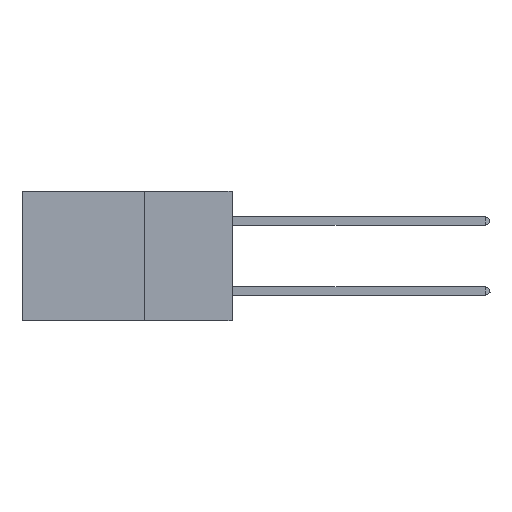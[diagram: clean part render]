
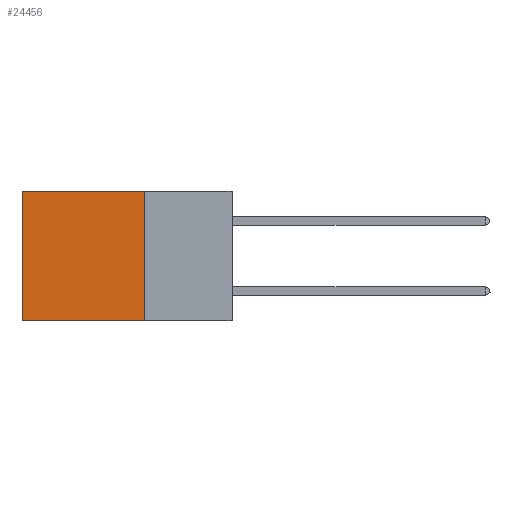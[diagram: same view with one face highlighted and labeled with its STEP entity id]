
A CAD part, left-side view. The second image highlights one B-rep face of the part: STEP entity #24456.
In plain terms, the highlighted planar face has unit normal (-1, 0, 0).
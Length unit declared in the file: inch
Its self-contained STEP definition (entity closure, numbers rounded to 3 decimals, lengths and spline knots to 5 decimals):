
#328 = EDGE_CURVE ( 'NONE', #1785, #11530, #4703, .T. ) ;
#631 = ORIENTED_EDGE ( 'NONE', *, *, #1848, .F. ) ;
#1785 = VERTEX_POINT ( 'NONE', #27895 ) ;
#1848 = EDGE_CURVE ( 'NONE', #1785, #14134, #15030, .T. ) ;
#1912 = VECTOR ( 'NONE', #14370, 39.37008 ) ;
#2055 = CARTESIAN_POINT ( 'NONE',  ( 0.2875, 0.6, -0.37 ) ) ;
#2654 = EDGE_LOOP ( 'NONE', ( #2758, #24598, #631, #9437 ) ) ;
#2758 = ORIENTED_EDGE ( 'NONE', *, *, #3368, .T. ) ;
#3009 = CARTESIAN_POINT ( 'NONE',  ( 0.2875, 0.25, 0. ) ) ;
#3368 = EDGE_CURVE ( 'NONE', #11530, #25688, #18445, .T. ) ;
#4703 = LINE ( 'NONE', #17278, #9898 ) ;
#6024 = CARTESIAN_POINT ( 'NONE',  ( 0.2875, 0.6, 0. ) ) ;
#6790 = AXIS2_PLACEMENT_3D ( 'NONE', #3009, #11748, #7543 ) ;
#7543 = DIRECTION ( 'NONE',  ( 0., 0., -1. ) ) ;
#7587 = VECTOR ( 'NONE', #19535, 39.37008 ) ;
#7753 = DIRECTION ( 'NONE',  ( 0., 0., -1. ) ) ;
#9271 = CARTESIAN_POINT ( 'NONE',  ( 0.2875, 0.25, -0.37 ) ) ;
#9437 = ORIENTED_EDGE ( 'NONE', *, *, #328, .T. ) ;
#9898 = VECTOR ( 'NONE', #23649, 39.37008 ) ;
#10929 = CARTESIAN_POINT ( 'NONE',  ( 0.2875, 0.25, -0.37 ) ) ;
#11194 = EDGE_CURVE ( 'NONE', #14134, #25688, #23520, .T. ) ;
#11530 = VERTEX_POINT ( 'NONE', #15699 ) ;
#11748 = DIRECTION ( 'NONE',  ( 1., 0., 0. ) ) ;
#14134 = VERTEX_POINT ( 'NONE', #9271 ) ;
#14370 = DIRECTION ( 'NONE',  ( 0., 1., 0. ) ) ;
#15030 = LINE ( 'NONE', #21188, #20318 ) ;
#15699 = CARTESIAN_POINT ( 'NONE',  ( 0.2875, 0.6, 0. ) ) ;
#17278 = CARTESIAN_POINT ( 'NONE',  ( 0.2875, 0.25, 0. ) ) ;
#18445 = LINE ( 'NONE', #6024, #7587 ) ;
#19535 = DIRECTION ( 'NONE',  ( 0., 0., -1. ) ) ;
#20318 = VECTOR ( 'NONE', #7753, 39.37008 ) ;
#20882 = PLANE ( 'NONE',  #6790 ) ;
#21188 = CARTESIAN_POINT ( 'NONE',  ( 0.2875, 0.25, 0. ) ) ;
#23079 = FACE_OUTER_BOUND ( 'NONE', #2654, .T. ) ;
#23520 = LINE ( 'NONE', #10929, #1912 ) ;
#23649 = DIRECTION ( 'NONE',  ( 0., 1., 0. ) ) ;
#24456 = ADVANCED_FACE ( 'NONE', ( #23079 ), #20882, .F. ) ;
#24598 = ORIENTED_EDGE ( 'NONE', *, *, #11194, .F. ) ;
#25688 = VERTEX_POINT ( 'NONE', #2055 ) ;
#27895 = CARTESIAN_POINT ( 'NONE',  ( 0.2875, 0.25, 0. ) ) ;
